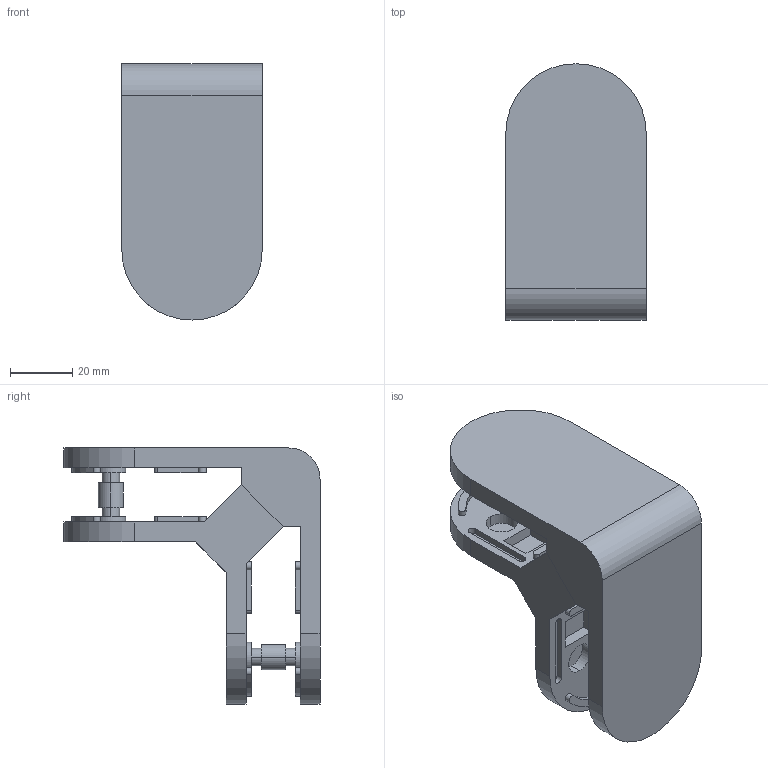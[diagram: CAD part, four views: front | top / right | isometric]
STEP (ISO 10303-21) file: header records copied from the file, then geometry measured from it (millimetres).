
FILE_DESCRIPTION (( 'STEP AP203' ), '1' );
FILE_NAME ('A14_2500-900.STEP', '2020-12-16T07:10:24', ( '' ), ( '' ), 'SwSTEP 2.0', 'SolidWorks 2019', '' );
FILE_SCHEMA (( 'CONFIG_CONTROL_DESIGN' ));
Length unit declared in the file: millimetre
Products named in the file (5): A_2500-900.P2; A_2500-900.P1; A14_2500-900; A_2500-000.P3; Skrutka DIN 7991 ZINK._Skrutka M 6x 30
Assembly tree (6 placements, depth 2):
  A14_2500-900
    A_2500-900.P1
    A_2500-900.P2
    Skrutka DIN 7991 ZINK._Skrutka M 6x 30  x2
    A_2500-000.P3  x2
Bounding box: 45 x 82.01 x 82.01 mm (x, y, z)
Volume: 82061.4 mm3; surface area: 39533.4 mm2
Topology: 8 solids, 8 shells, 360 faces, 850 edges, 550 vertices
Faces by surface type: plane 167, cylinder 157, cone 32, torus 4
Entity records: 10175 total; most frequent: DIRECTION 1764, CARTESIAN_POINT 1670, ORIENTED_EDGE 1568, EDGE_CURVE 784, AXIS2_PLACEMENT_3D 654, VERTEX_POINT 512, VECTOR 456, LINE 456
